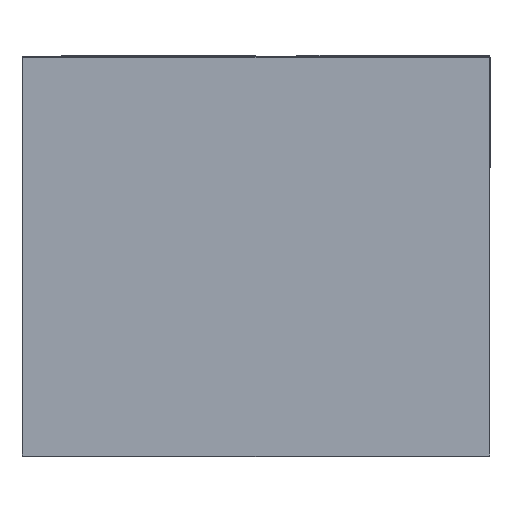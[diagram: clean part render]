
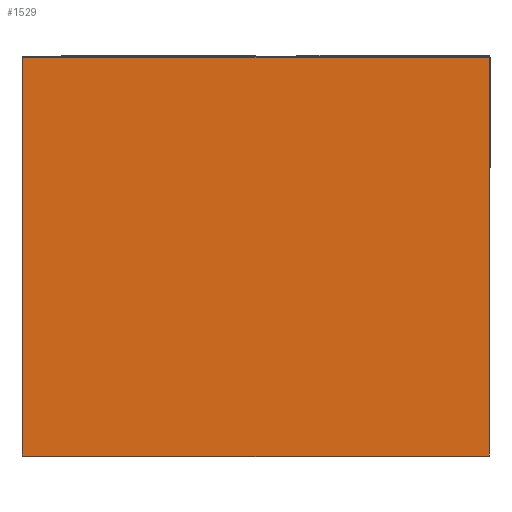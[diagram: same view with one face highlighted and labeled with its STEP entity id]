
A CAD part, left-side view. The second image highlights one B-rep face of the part: STEP entity #1529.
In plain terms, the highlighted planar face has unit normal (-1, 0, 0).
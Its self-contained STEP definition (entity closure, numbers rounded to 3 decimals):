
#610 = LINE ( 'NONE', #2250, #1888 ) ;
#651 = ORIENTED_EDGE ( 'NONE', *, *, #3460, .T. ) ;
#1145 = DIRECTION ( 'NONE',  ( 0., 0., -1. ) ) ;
#1217 = VECTOR ( 'NONE', #2383, 1000. ) ;
#1308 = CARTESIAN_POINT ( 'NONE',  ( -397.5, 1., 224.086 ) ) ;
#1349 = VERTEX_POINT ( 'NONE', #4506 ) ;
#1518 = DIRECTION ( 'NONE',  ( 0., 0., 1. ) ) ;
#1529 = ADVANCED_FACE ( 'NONE', ( #3181 ), #2706, .T. ) ;
#1541 = CARTESIAN_POINT ( 'NONE',  ( -397.5, 1., -227.5 ) ) ;
#1593 = VECTOR ( 'NONE', #3278, 1000. ) ;
#1639 = CARTESIAN_POINT ( 'NONE',  ( -397.5, 1., -228.5 ) ) ;
#1858 = EDGE_CURVE ( 'NONE', #2629, #4744, #610, .T. ) ;
#1888 = VECTOR ( 'NONE', #3862, 1000. ) ;
#1977 = CARTESIAN_POINT ( 'NONE',  ( -397.5, 530., -227.5 ) ) ;
#2068 = ORIENTED_EDGE ( 'NONE', *, *, #5099, .T. ) ;
#2250 = CARTESIAN_POINT ( 'NONE',  ( -397.5, 530., 224.086 ) ) ;
#2383 = DIRECTION ( 'NONE',  ( 0., -1., 0. ) ) ;
#2411 = LINE ( 'NONE', #4888, #3258 ) ;
#2629 = VERTEX_POINT ( 'NONE', #1308 ) ;
#2706 = PLANE ( 'NONE',  #4571 ) ;
#2846 = EDGE_LOOP ( 'NONE', ( #4692, #2068, #651, #4456 ) ) ;
#2869 = EDGE_CURVE ( 'NONE', #4744, #1349, #2411, .T. ) ;
#2965 = LINE ( 'NONE', #1639, #1593 ) ;
#3143 = CARTESIAN_POINT ( 'NONE',  ( -397.5, 529., 224.086 ) ) ;
#3181 = FACE_OUTER_BOUND ( 'NONE', #2846, .T. ) ;
#3258 = VECTOR ( 'NONE', #1145, 1000. ) ;
#3278 = DIRECTION ( 'NONE',  ( 0., 0., 1. ) ) ;
#3460 = EDGE_CURVE ( 'NONE', #5101, #2629, #2965, .T. ) ;
#3625 = LINE ( 'NONE', #1977, #1217 ) ;
#3862 = DIRECTION ( 'NONE',  ( 0., 1., 0. ) ) ;
#4320 = CARTESIAN_POINT ( 'NONE',  ( -397.5, 530., -228.5 ) ) ;
#4456 = ORIENTED_EDGE ( 'NONE', *, *, #1858, .T. ) ;
#4506 = CARTESIAN_POINT ( 'NONE',  ( -397.5, 529., -227.5 ) ) ;
#4571 = AXIS2_PLACEMENT_3D ( 'NONE', #4320, #5195, #1518 ) ;
#4692 = ORIENTED_EDGE ( 'NONE', *, *, #2869, .T. ) ;
#4744 = VERTEX_POINT ( 'NONE', #3143 ) ;
#4888 = CARTESIAN_POINT ( 'NONE',  ( -397.5, 529., -228.5 ) ) ;
#5099 = EDGE_CURVE ( 'NONE', #1349, #5101, #3625, .T. ) ;
#5101 = VERTEX_POINT ( 'NONE', #1541 ) ;
#5195 = DIRECTION ( 'NONE',  ( -1., 0., 0. ) ) ;
